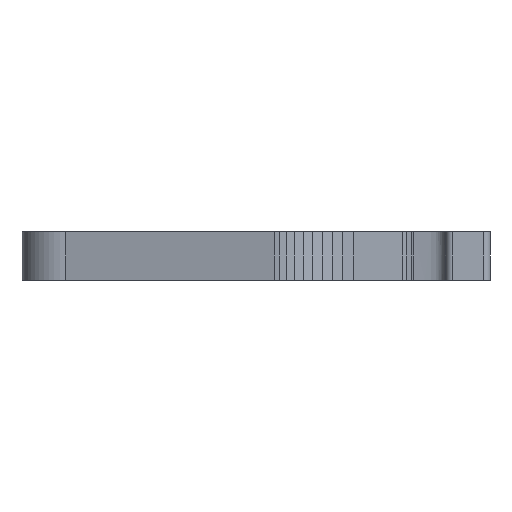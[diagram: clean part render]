
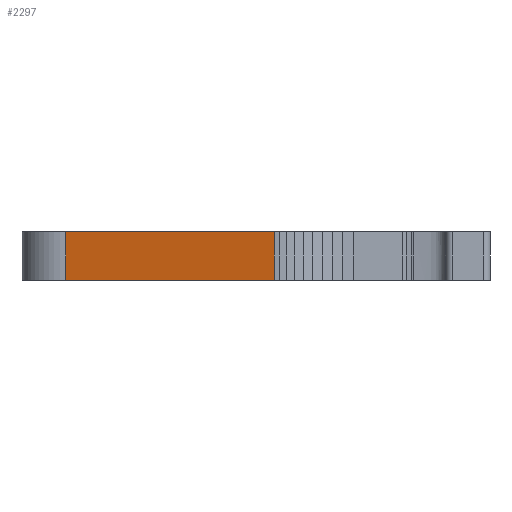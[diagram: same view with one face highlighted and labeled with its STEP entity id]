
A CAD part, left-side view. The second image highlights one B-rep face of the part: STEP entity #2297.
In plain terms, the highlighted planar face has unit normal (-0.972, 0.235, 0).
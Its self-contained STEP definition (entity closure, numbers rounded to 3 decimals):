
#154 = AXIS2_PLACEMENT_3D ( 'NONE', #707, #698, #691 ) ;
#194 = FACE_OUTER_BOUND ( 'NONE', #2334, .T. ) ;
#397 = DIRECTION ( 'NONE',  ( 0.235, 0.972, 0. ) ) ;
#439 = CARTESIAN_POINT ( 'NONE',  ( -64.212, -22.674, 3.849 ) ) ;
#481 = EDGE_CURVE ( 'NONE', #3089, #1745, #1845, .T. ) ;
#529 = CARTESIAN_POINT ( 'NONE',  ( -60.794, -8.537, 3.849 ) ) ;
#534 = CARTESIAN_POINT ( 'NONE',  ( -60.794, -8.537, 0.549 ) ) ;
#691 = DIRECTION ( 'NONE',  ( 0.235, 0.972, 0. ) ) ;
#698 = DIRECTION ( 'NONE',  ( -0.972, 0.235, 0. ) ) ;
#706 = CARTESIAN_POINT ( 'NONE',  ( -64.212, -22.674, 0.549 ) ) ;
#707 = CARTESIAN_POINT ( 'NONE',  ( -64.212, -22.674, 3.849 ) ) ;
#784 = PLANE ( 'NONE',  #154 ) ;
#824 = ORIENTED_EDGE ( 'NONE', *, *, #481, .T. ) ;
#909 = DIRECTION ( 'NONE',  ( -0.235, -0.972, 0. ) ) ;
#1073 = ORIENTED_EDGE ( 'NONE', *, *, #1895, .T. ) ;
#1227 = VECTOR ( 'NONE', #909, 1000. ) ;
#1277 = LINE ( 'NONE', #706, #1227 ) ;
#1374 = EDGE_CURVE ( 'NONE', #3154, #2866, #1277, .T. ) ;
#1421 = EDGE_CURVE ( 'NONE', #1745, #3154, #2171, .T. ) ;
#1712 = CARTESIAN_POINT ( 'NONE',  ( -64.212, -22.674, 3.849 ) ) ;
#1745 = VERTEX_POINT ( 'NONE', #2723 ) ;
#1816 = VECTOR ( 'NONE', #397, 1000. ) ;
#1845 = LINE ( 'NONE', #439, #1816 ) ;
#1895 = EDGE_CURVE ( 'NONE', #2866, #3089, #2540, .T. ) ;
#2049 = CARTESIAN_POINT ( 'NONE',  ( -64.212, -22.674, 0.549 ) ) ;
#2062 = CARTESIAN_POINT ( 'NONE',  ( -64.212, -22.674, 3.849 ) ) ;
#2171 = B_SPLINE_CURVE_WITH_KNOTS ( 'NONE', 1,
 ( #529, #534 ),
 .UNSPECIFIED., .F., .F.,
 ( 2, 2 ),
 ( 0., 3.3 ),
 .UNSPECIFIED. ) ;
#2297 = ADVANCED_FACE ( 'NONE', ( #194 ), #784, .T. ) ;
#2334 = EDGE_LOOP ( 'NONE', ( #824, #2701, #2491, #1073 ) ) ;
#2491 = ORIENTED_EDGE ( 'NONE', *, *, #1374, .T. ) ;
#2540 = B_SPLINE_CURVE_WITH_KNOTS ( 'NONE', 1,
 ( #2049, #2062 ),
 .UNSPECIFIED., .F., .F.,
 ( 2, 2 ),
 ( 0., 3.3 ),
 .UNSPECIFIED. ) ;
#2643 = CARTESIAN_POINT ( 'NONE',  ( -60.794, -8.537, 0.549 ) ) ;
#2701 = ORIENTED_EDGE ( 'NONE', *, *, #1421, .T. ) ;
#2723 = CARTESIAN_POINT ( 'NONE',  ( -60.794, -8.537, 3.849 ) ) ;
#2866 = VERTEX_POINT ( 'NONE', #3070 ) ;
#3070 = CARTESIAN_POINT ( 'NONE',  ( -64.212, -22.674, 0.549 ) ) ;
#3089 = VERTEX_POINT ( 'NONE', #1712 ) ;
#3154 = VERTEX_POINT ( 'NONE', #2643 ) ;
